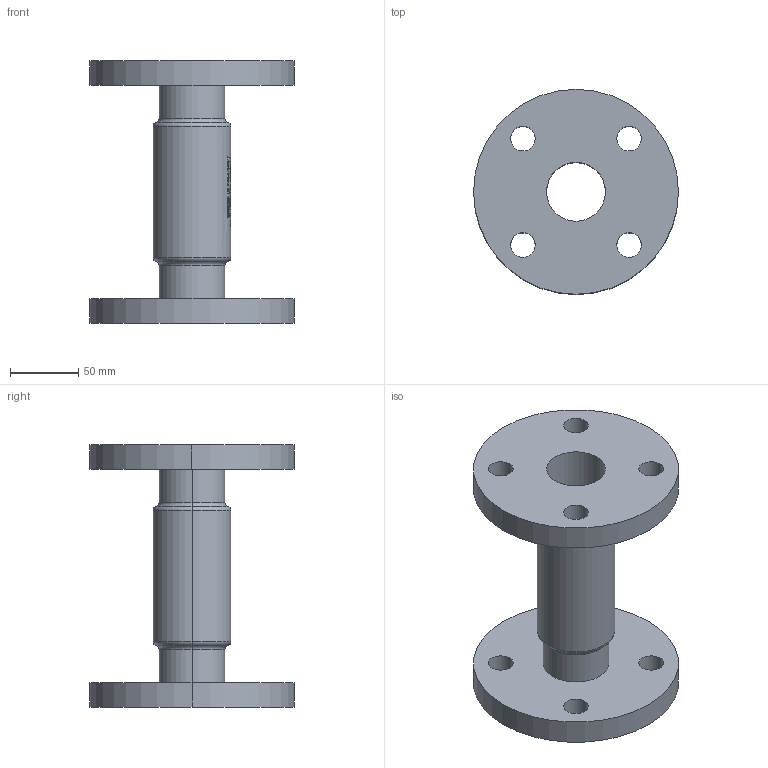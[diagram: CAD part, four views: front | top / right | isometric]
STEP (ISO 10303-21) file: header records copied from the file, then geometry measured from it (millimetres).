
FILE_DESCRIPTION (( 'STEP AP214' ), '1' );
FILE_NAME ('7120000_DN040_PN16_51420258.STEP', '2022-02-11T07:19:08', ( 'axxx' ), ( 'Hewlett-Packard Company' ), 'SwSTEP 2.0', 'SolidWorks 2019', '' );
FILE_SCHEMA (( 'AUTOMOTIVE_DESIGN' ));
Length unit declared in the file: millimetre
Products named in the file (1): 7120000_DN040_PN16_51420258
Bounding box: 150 x 150 x 192 mm (x, y, z)
Volume: 677918 mm3; surface area: 140385.4 mm2
Topology: 1 solids, 1 shells, 531 faces, 1377 edges, 914 vertices
Faces by surface type: plane 248, bspline 225, cylinder 50, torus 8
Entity records: 29078 total; most frequent: CARTESIAN_POINT 17557, ORIENTED_EDGE 2754, DIRECTION 1627, EDGE_CURVE 1377, VERTEX_POINT 914, VECTOR 749, LINE 749, EDGE_LOOP 615
